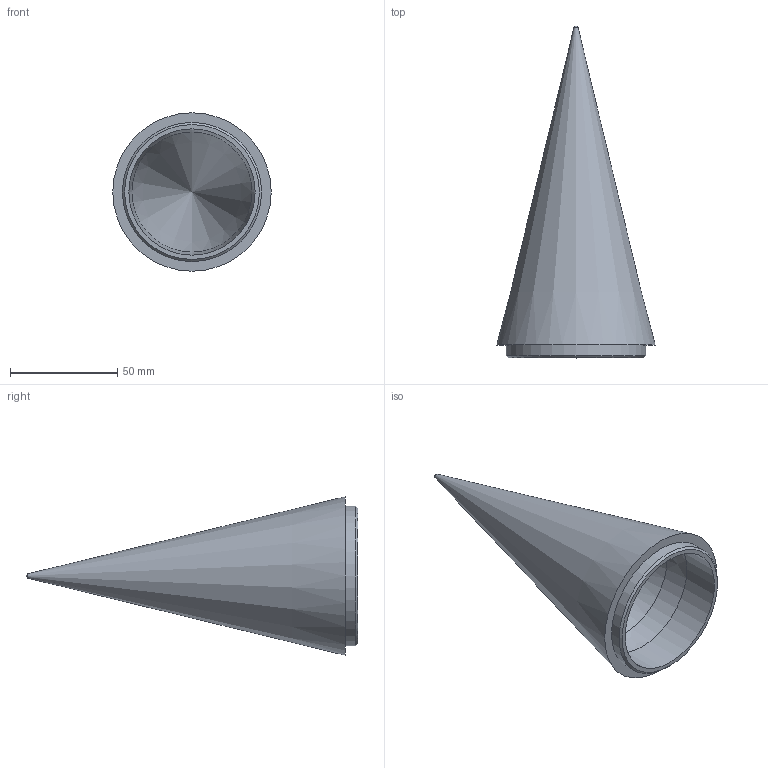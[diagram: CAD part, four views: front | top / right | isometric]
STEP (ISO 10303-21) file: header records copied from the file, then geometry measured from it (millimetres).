
FILE_DESCRIPTION(/* description */ (''),/* implementation_level */ '2;1');
FILE_NAME(/* name */ 'MK2_impeller-long-cone.stp',/* time_stamp */ '2024-07-26T09:00:18+02:00',/* author */ ('admin'),/* organization */ (''),/* preprocessor_version */ 'ST-DEVELOPER v18.1',/* originating_system */ 'Autodesk Inventor 2021',/* authorisation */ '');
FILE_SCHEMA (('AUTOMOTIVE_DESIGN { 1 0 10303 214 3 1 1 }'));
Length unit declared in the file: millimetre
Products named in the file (1): MK2_impeller-long-cone
Bounding box: 74 x 154.99 x 74 mm (x, y, z)
Volume: 61666.3 mm3; surface area: 36907.9 mm2
Topology: 1 solids, 1 shells, 9 faces, 16 edges, 10 vertices
Faces by surface type: cone 3, plane 2, cylinder 2, bspline 1, sphere 1
Full cylindrical faces by diameter (mm): 59 x1, 65 x1
Entity records: 282 total; most frequent: CARTESIAN_POINT 61, DIRECTION 43, ORIENTED_EDGE 30, AXIS2_PLACEMENT_3D 19, EDGE_CURVE 15, EDGE_LOOP 11, CIRCLE 10, VERTEX_POINT 10
